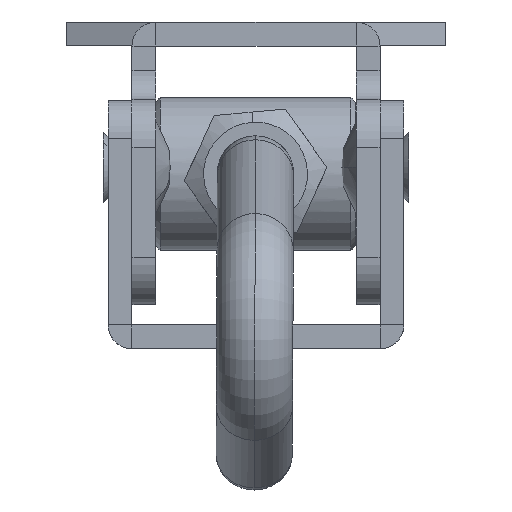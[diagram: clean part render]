
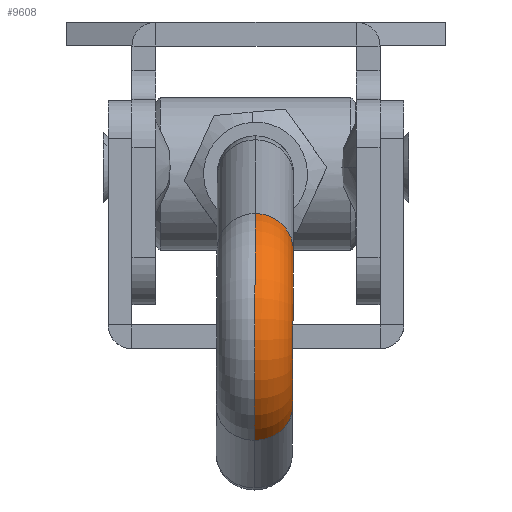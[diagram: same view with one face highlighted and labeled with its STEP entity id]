
A CAD part, left-side view. The second image highlights one B-rep face of the part: STEP entity #9608.
In plain terms, the highlighted toroidal (fillet/blend) face has major radius 8.8 mm and minor radius 4 mm.
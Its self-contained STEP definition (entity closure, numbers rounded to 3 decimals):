
#80 = CARTESIAN_POINT ( 'NONE',  ( 2804.595, -729.706, 0. ) ) ;
#86 = FACE_OUTER_BOUND ( 'NONE', #9518, .T. ) ;
#95 = DIRECTION ( 'NONE',  ( 0.259, -0.966, 0. ) ) ;
#96 = DIRECTION ( 'NONE',  ( -0.966, -0.259, 0. ) ) ;
#97 = CARTESIAN_POINT ( 'NONE',  ( 2802.317, -721.206, 0. ) ) ;
#98 = AXIS2_PLACEMENT_3D ( 'NONE', #97, #96, #95 ) ;
#99 = CIRCLE ( 'NONE', #98, 4. ) ;
#114 = CARTESIAN_POINT ( 'NONE',  ( 2803.353, -725.07, 0. ) ) ;
#121 = CARTESIAN_POINT ( 'NONE',  ( 2802.416, -733.983, 0. ) ) ;
#122 = DIRECTION ( 'NONE',  ( 0.454, 0.891, 0. ) ) ;
#123 = DIRECTION ( 'NONE',  ( 0.891, -0.454, 0. ) ) ;
#124 = CARTESIAN_POINT ( 'NONE',  ( 2800.6, -737.547, 0. ) ) ;
#125 = AXIS2_PLACEMENT_3D ( 'NONE', #124, #123, #122 ) ;
#126 = CIRCLE ( 'NONE', #125, 4. ) ;
#127 = CARTESIAN_POINT ( 'NONE',  ( 2798.784, -741.111, 0. ) ) ;
#129 = DIRECTION ( 'NONE',  ( 1., 0., 0. ) ) ;
#130 = DIRECTION ( 'NONE',  ( 0., 0., 1. ) ) ;
#131 = CARTESIAN_POINT ( 'NONE',  ( 2804.595, -729.706, 0. ) ) ;
#132 = AXIS2_PLACEMENT_3D ( 'NONE', #131, #130, #129 ) ;
#134 = DIRECTION ( 'NONE',  ( 1., 0., 0. ) ) ;
#135 = DIRECTION ( 'NONE',  ( 0., 0., 1. ) ) ;
#136 = AXIS2_PLACEMENT_3D ( 'NONE', #80, #135, #134 ) ;
#137 = TOROIDAL_SURFACE ( 'NONE', #136, 8.8, 4. ) ;
#138 = CIRCLE ( 'NONE', #132, 4.8 ) ;
#156 = DIRECTION ( 'NONE',  ( 1., 0., 0. ) ) ;
#157 = DIRECTION ( 'NONE',  ( 0., 0., 1. ) ) ;
#158 = CARTESIAN_POINT ( 'NONE',  ( 2804.595, -729.706, 0. ) ) ;
#159 = AXIS2_PLACEMENT_3D ( 'NONE', #158, #157, #156 ) ;
#160 = CIRCLE ( 'NONE', #159, 12.8 ) ;
#161 = CARTESIAN_POINT ( 'NONE',  ( 2801.282, -717.343, 0. ) ) ;
#9518 = EDGE_LOOP ( 'NONE', ( #9520, #9759, #9739, #9744 ) ) ;
#9520 = ORIENTED_EDGE ( 'NONE', *, *, #9522, .T. ) ;
#9522 = EDGE_CURVE ( 'NONE', #9757, #9758, #99, .T. ) ;
#9608 = ADVANCED_FACE ( 'NONE', ( #86 ), #137, .T. ) ;
#9678 = EDGE_CURVE ( 'NONE', #9757, #9742, #138, .T. ) ;
#9737 = VERTEX_POINT ( 'NONE', #127 ) ;
#9739 = ORIENTED_EDGE ( 'NONE', *, *, #9740, .F. ) ;
#9740 = EDGE_CURVE ( 'NONE', #9742, #9737, #126, .T. ) ;
#9742 = VERTEX_POINT ( 'NONE', #121 ) ;
#9744 = ORIENTED_EDGE ( 'NONE', *, *, #9678, .F. ) ;
#9757 = VERTEX_POINT ( 'NONE', #114 ) ;
#9758 = VERTEX_POINT ( 'NONE', #161 ) ;
#9759 = ORIENTED_EDGE ( 'NONE', *, *, #9760, .T. ) ;
#9760 = EDGE_CURVE ( 'NONE', #9758, #9737, #160, .T. ) ;
